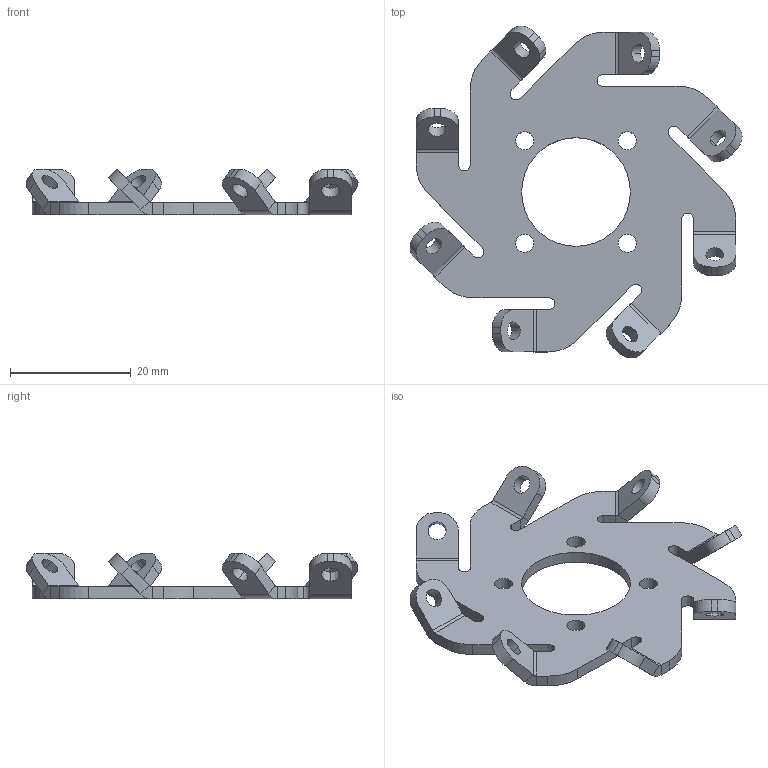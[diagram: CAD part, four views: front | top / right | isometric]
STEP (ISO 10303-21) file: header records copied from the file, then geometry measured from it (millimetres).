
FILE_DESCRIPTION (( 'STEP AP203' ), '1' );
FILE_NAME ('Solidworks_Gear_Indent.STEP', '2025-09-14T23:12:52', ( '' ), ( '' ), 'SwSTEP 2.0', 'SolidWorks 2023', '' );
FILE_SCHEMA (( 'CONFIG_CONTROL_DESIGN' ));
Length unit declared in the file: millimetre
Products named in the file (1): Solidworks_Gear_Indent
Bounding box: 55.01 x 55 x 7.58 mm (x, y, z)
Volume: 3523.1 mm3; surface area: 4622.2 mm2
Topology: 1 solids, 1 shells, 161 faces, 413 edges, 254 vertices
Faces by surface type: plane 82, cylinder 79
Entity records: 4982 total; most frequent: DIRECTION 895, CARTESIAN_POINT 829, ORIENTED_EDGE 826, EDGE_CURVE 413, AXIS2_PLACEMENT_3D 320, LINE 255, VECTOR 255, VERTEX_POINT 254
